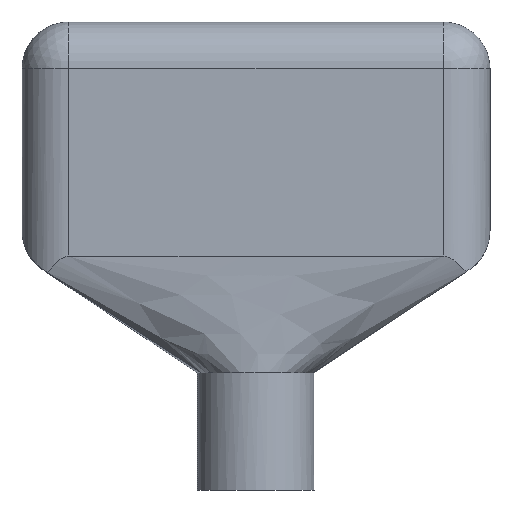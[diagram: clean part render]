
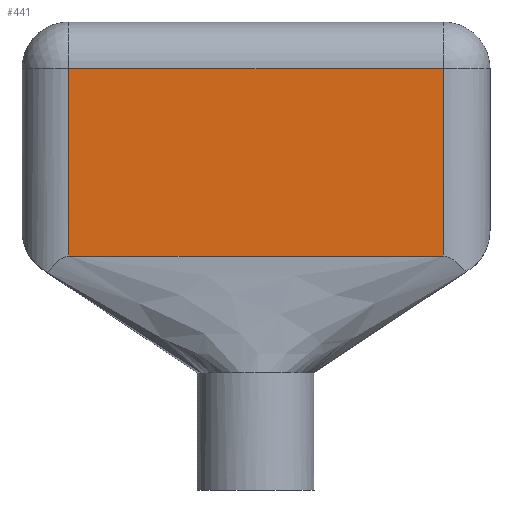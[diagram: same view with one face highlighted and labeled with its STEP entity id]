
A CAD part, front view. The second image highlights one B-rep face of the part: STEP entity #441.
In plain terms, the highlighted planar face has unit normal (0, -1, 0).
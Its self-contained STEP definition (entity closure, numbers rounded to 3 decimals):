
#55=LINE('',#693,#81);
#59=LINE('',#780,#85);
#68=LINE('',#860,#94);
#73=LINE('',#878,#99);
#74=LINE('',#879,#100);
#81=VECTOR('',#513,10.);
#85=VECTOR('',#525,10.);
#94=VECTOR('',#572,10.);
#99=VECTOR('',#595,10.);
#100=VECTOR('',#596,10.);
#109=PLANE('',#494);
#132=FACE_OUTER_BOUND('',#159,.T.);
#159=EDGE_LOOP('',(#374,#375,#376,#377,#378));
#189=VERTEX_POINT('',#679);
#190=VERTEX_POINT('',#692);
#200=VERTEX_POINT('',#777);
#201=VERTEX_POINT('',#779);
#215=VERTEX_POINT('',#877);
#231=EDGE_CURVE('',#189,#190,#55,.T.);
#244=EDGE_CURVE('',#200,#201,#59,.T.);
#267=EDGE_CURVE('',#190,#200,#68,.T.);
#274=EDGE_CURVE('',#215,#189,#73,.T.);
#275=EDGE_CURVE('',#201,#215,#74,.T.);
#374=ORIENTED_EDGE('',*,*,#231,.F.);
#375=ORIENTED_EDGE('',*,*,#274,.F.);
#376=ORIENTED_EDGE('',*,*,#275,.F.);
#377=ORIENTED_EDGE('',*,*,#244,.F.);
#378=ORIENTED_EDGE('',*,*,#267,.F.);
#441=ADVANCED_FACE('',(#132),#109,.T.);
#494=AXIS2_PLACEMENT_3D('',#876,#593,#594);
#513=DIRECTION('',(0.,0.,1.));
#525=DIRECTION('',(0.,0.,-1.));
#572=DIRECTION('',(1.,0.,0.));
#593=DIRECTION('center_axis',(0.,-1.,0.));
#594=DIRECTION('ref_axis',(1.,0.,0.));
#595=DIRECTION('',(-1.,0.,0.));
#596=DIRECTION('',(-1.,0.,0.));
#679=CARTESIAN_POINT('',(-8.,-2.5,10.));
#692=CARTESIAN_POINT('',(-8.,-2.5,18.));
#693=CARTESIAN_POINT('',(-8.,-2.5,10.));
#777=CARTESIAN_POINT('',(8.,-2.5,18.));
#779=CARTESIAN_POINT('',(8.,-2.5,10.));
#780=CARTESIAN_POINT('',(8.,-2.5,10.));
#860=CARTESIAN_POINT('',(-5.,-2.5,18.));
#876=CARTESIAN_POINT('Origin',(-10.,-2.5,10.));
#877=CARTESIAN_POINT('',(-0.551,-2.5,10.));
#878=CARTESIAN_POINT('',(10.,-2.5,10.));
#879=CARTESIAN_POINT('',(10.,-2.5,10.));
